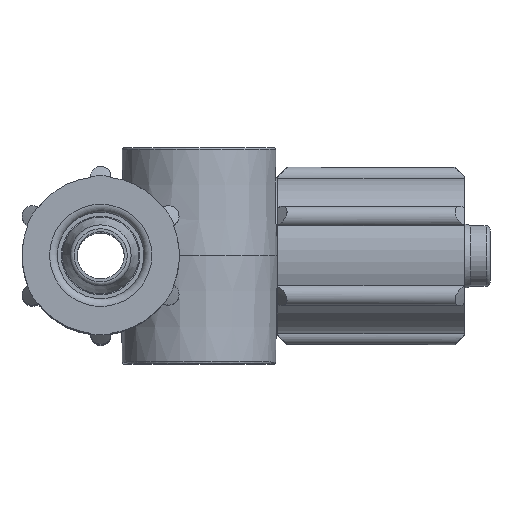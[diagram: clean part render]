
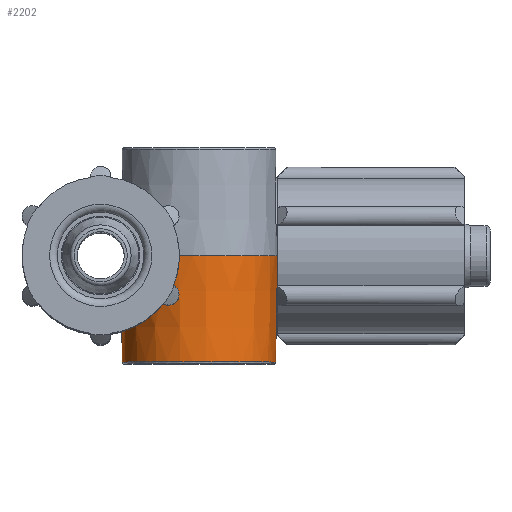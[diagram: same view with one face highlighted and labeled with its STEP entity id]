
A CAD part, top view. The second image highlights one B-rep face of the part: STEP entity #2202.
In plain terms, the highlighted conical face has half-angle 1 degrees and reference radius 4 mm.
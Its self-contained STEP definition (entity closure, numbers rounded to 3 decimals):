
#45=CONICAL_SURFACE('',#2466,4.,0.017);
#254=B_SPLINE_CURVE_WITH_KNOTS('',3,(#3310,#3311,#3312,#3313,#3314,#3315,
#3316),.UNSPECIFIED.,.F.,.F.,(4,1,1,1,4),(0.001,0.003,
0.004,0.006,0.007),
 .UNSPECIFIED.);
#258=B_SPLINE_CURVE_WITH_KNOTS('',3,(#3352,#3353,#3354,#3355,#3356,#3357,
#3358),.UNSPECIFIED.,.F.,.F.,(4,1,1,1,4),(0.,0.,
0.,0.001,0.001),
 .UNSPECIFIED.);
#262=B_SPLINE_CURVE_WITH_KNOTS('',3,(#3379,#3380,#3381,#3382),
 .UNSPECIFIED.,.F.,.F.,(4,4),(0.006,0.007),
 .UNSPECIFIED.);
#266=B_SPLINE_CURVE_WITH_KNOTS('',3,(#3412,#3413,#3414,#3415,#3416,#3417,
#3418),.UNSPECIFIED.,.F.,.F.,(4,1,1,1,4),(0.,0.,
0.001,0.001,0.001),
 .UNSPECIFIED.);
#269=B_SPLINE_CURVE_WITH_KNOTS('',3,(#3432,#3433,#3434,#3435),
 .UNSPECIFIED.,.F.,.F.,(4,4),(0.,0.003),
 .UNSPECIFIED.);
#281=B_SPLINE_CURVE_WITH_KNOTS('',3,(#3532,#3533,#3534,#3535,#3536,#3537,
#3538),.UNSPECIFIED.,.F.,.F.,(4,1,1,1,4),(0.,0.001,
0.003,0.004,0.005),
 .UNSPECIFIED.);
#283=B_SPLINE_CURVE_WITH_KNOTS('',3,(#3566,#3567,#3568,#3569),
 .UNSPECIFIED.,.F.,.F.,(4,4),(0.,0.003),
 .UNSPECIFIED.);
#285=B_SPLINE_CURVE_WITH_KNOTS('',3,(#3581,#3582,#3583,#3584,#3585,#3586,
#3587),.UNSPECIFIED.,.F.,.F.,(4,1,1,1,4),(0.002,0.002,
0.003,0.003,0.003),
 .UNSPECIFIED.);
#287=B_SPLINE_CURVE_WITH_KNOTS('',3,(#3596,#3597,#3598,#3599),
 .UNSPECIFIED.,.F.,.F.,(4,4),(0.005,0.005),
 .UNSPECIFIED.);
#289=B_SPLINE_CURVE_WITH_KNOTS('',3,(#3608,#3609,#3610,#3611,#3612,#3613,
#3614),.UNSPECIFIED.,.F.,.F.,(4,1,1,1,4),(0.001,0.001,
0.002,0.002,0.003),
 .UNSPECIFIED.);
#727=ORIENTED_EDGE('',*,*,#1158,.F.);
#728=ORIENTED_EDGE('',*,*,#979,.F.);
#729=ORIENTED_EDGE('',*,*,#983,.T.);
#730=ORIENTED_EDGE('',*,*,#1156,.T.);
#731=ORIENTED_EDGE('',*,*,#1018,.T.);
#732=ORIENTED_EDGE('',*,*,#1022,.F.);
#733=ORIENTED_EDGE('',*,*,#1024,.T.);
#734=ORIENTED_EDGE('',*,*,#1027,.T.);
#735=ORIENTED_EDGE('',*,*,#1007,.T.);
#736=ORIENTED_EDGE('',*,*,#958,.T.);
#737=ORIENTED_EDGE('',*,*,#967,.T.);
#738=ORIENTED_EDGE('',*,*,#973,.T.);
#958=EDGE_CURVE('',#1262,#1261,#254,.T.);
#967=EDGE_CURVE('',#1261,#1268,#258,.T.);
#973=EDGE_CURVE('',#1268,#1272,#262,.T.);
#979=EDGE_CURVE('',#1276,#1272,#266,.T.);
#983=EDGE_CURVE('',#1276,#1279,#269,.T.);
#1007=EDGE_CURVE('',#1296,#1262,#281,.T.);
#1018=EDGE_CURVE('',#1306,#1304,#283,.T.);
#1022=EDGE_CURVE('',#1308,#1304,#285,.T.);
#1024=EDGE_CURVE('',#1308,#1310,#287,.T.);
#1027=EDGE_CURVE('',#1310,#1296,#289,.T.);
#1156=EDGE_CURVE('',#1279,#1306,#1556,.T.);
#1158=EDGE_CURVE('',#1406,#1406,#1558,.T.);
#1261=VERTEX_POINT('',#3309);
#1262=VERTEX_POINT('',#3317);
#1268=VERTEX_POINT('',#3351);
#1272=VERTEX_POINT('',#3378);
#1276=VERTEX_POINT('',#3411);
#1279=VERTEX_POINT('',#3431);
#1296=VERTEX_POINT('',#3539);
#1304=VERTEX_POINT('',#3564);
#1306=VERTEX_POINT('',#3570);
#1308=VERTEX_POINT('',#3579);
#1310=VERTEX_POINT('',#3600);
#1406=VERTEX_POINT('',#4032);
#1556=CIRCLE('',#2464,4.);
#1558=CIRCLE('',#2467,3.906);
#1769=EDGE_LOOP('',(#727));
#1770=EDGE_LOOP('',(#728,#729,#730,#731,#732,#733,#734,#735,#736,#737,#738));
#1983=FACE_BOUND('',#1769,.T.);
#1984=FACE_BOUND('',#1770,.T.);
#2202=ADVANCED_FACE('',(#1983,#1984),#45,.T.);
#2464=AXIS2_PLACEMENT_3D('',#4027,#3011,#3012);
#2466=AXIS2_PLACEMENT_3D('',#4030,#3015,#3016);
#2467=AXIS2_PLACEMENT_3D('',#4031,#3017,#3018);
#3011=DIRECTION('',(0.,-1.,0.));
#3012=DIRECTION('',(0.,0.,-1.));
#3015=DIRECTION('',(0.,1.,0.));
#3016=DIRECTION('',(0.,0.,1.));
#3017=DIRECTION('',(0.,-1.,0.));
#3018=DIRECTION('',(0.,0.,-1.));
#3309=CARTESIAN_POINT('',(7.5,-1.453,1.91));
#3310=CARTESIAN_POINT('',(2.184,-0.995,2.184));
#3311=CARTESIAN_POINT('',(2.394,-1.433,1.984));
#3312=CARTESIAN_POINT('',(3.136,-2.022,1.384));
#3313=CARTESIAN_POINT('',(4.683,-2.198,0.945));
#3314=CARTESIAN_POINT('',(6.277,-2.135,1.135));
#3315=CARTESIAN_POINT('',(7.176,-1.788,1.655));
#3316=CARTESIAN_POINT('',(7.5,-1.453,1.91));
#3317=CARTESIAN_POINT('',(2.184,-0.995,2.184));
#3351=CARTESIAN_POINT('',(7.9,-1.617,2.286));
#3352=CARTESIAN_POINT('',(7.5,-1.453,1.91));
#3353=CARTESIAN_POINT('',(7.541,-1.41,1.943));
#3354=CARTESIAN_POINT('',(7.624,-1.335,2.01));
#3355=CARTESIAN_POINT('',(7.78,-1.253,2.152));
#3356=CARTESIAN_POINT('',(7.894,-1.41,2.274));
#3357=CARTESIAN_POINT('',(7.9,-1.549,2.284));
#3358=CARTESIAN_POINT('',(7.9,-1.617,2.286));
#3378=CARTESIAN_POINT('',(7.9,-2.628,2.312));
#3379=CARTESIAN_POINT('',(7.9,-1.617,2.286));
#3380=CARTESIAN_POINT('',(7.9,-1.954,2.295));
#3381=CARTESIAN_POINT('',(7.9,-2.291,2.303));
#3382=CARTESIAN_POINT('',(7.9,-2.628,2.312));
#3411=CARTESIAN_POINT('',(8.4,-2.665,2.983));
#3412=CARTESIAN_POINT('',(8.4,-2.665,2.983));
#3413=CARTESIAN_POINT('',(8.365,-2.73,2.925));
#3414=CARTESIAN_POINT('',(8.286,-2.844,2.804));
#3415=CARTESIAN_POINT('',(8.138,-2.969,2.597));
#3416=CARTESIAN_POINT('',(7.94,-2.926,2.36));
#3417=CARTESIAN_POINT('',(7.9,-2.721,2.314));
#3418=CARTESIAN_POINT('',(7.9,-2.628,2.312));
#3431=CARTESIAN_POINT('',(8.873,0.,4.));
#3432=CARTESIAN_POINT('',(8.4,-2.665,2.983));
#3433=CARTESIAN_POINT('',(8.78,-1.976,3.599));
#3434=CARTESIAN_POINT('',(8.855,-0.998,4.));
#3435=CARTESIAN_POINT('',(8.873,0.,4.));
#3532=CARTESIAN_POINT('',(1.517,-1.86,6.9));
#3533=CARTESIAN_POINT('',(1.313,-2.026,6.52));
#3534=CARTESIAN_POINT('',(1.013,-2.177,5.662));
#3535=CARTESIAN_POINT('',(1.025,-2.171,4.264));
#3536=CARTESIAN_POINT('',(1.505,-1.93,2.974));
#3537=CARTESIAN_POINT('',(2.011,-1.374,2.366));
#3538=CARTESIAN_POINT('',(2.184,-0.995,2.184));
#3539=CARTESIAN_POINT('',(1.517,-1.86,6.9));
#3564=CARTESIAN_POINT('',(2.983,-2.665,8.4));
#3566=CARTESIAN_POINT('',(4.,0.,8.873));
#3567=CARTESIAN_POINT('',(4.,-0.998,8.855));
#3568=CARTESIAN_POINT('',(3.599,-1.975,8.78));
#3569=CARTESIAN_POINT('',(2.983,-2.665,8.4));
#3570=CARTESIAN_POINT('',(4.,0.,8.873));
#3579=CARTESIAN_POINT('',(2.312,-2.628,7.9));
#3581=CARTESIAN_POINT('',(2.312,-2.628,7.9));
#3582=CARTESIAN_POINT('',(2.314,-2.72,7.9));
#3583=CARTESIAN_POINT('',(2.359,-2.924,7.939));
#3584=CARTESIAN_POINT('',(2.597,-2.97,8.138));
#3585=CARTESIAN_POINT('',(2.803,-2.845,8.285));
#3586=CARTESIAN_POINT('',(2.925,-2.73,8.365));
#3587=CARTESIAN_POINT('',(2.983,-2.665,8.4));
#3596=CARTESIAN_POINT('',(2.312,-2.628,7.9));
#3597=CARTESIAN_POINT('',(2.311,-2.584,7.9));
#3598=CARTESIAN_POINT('',(2.31,-2.54,7.9));
#3599=CARTESIAN_POINT('',(2.309,-2.496,7.9));
#3600=CARTESIAN_POINT('',(2.309,-2.496,7.9));
#3608=CARTESIAN_POINT('',(2.309,-2.496,7.9));
#3609=CARTESIAN_POINT('',(2.305,-2.349,7.9));
#3610=CARTESIAN_POINT('',(2.26,-2.05,7.868));
#3611=CARTESIAN_POINT('',(2.008,-1.743,7.621));
#3612=CARTESIAN_POINT('',(1.726,-1.731,7.259));
#3613=CARTESIAN_POINT('',(1.582,-1.807,7.021));
#3614=CARTESIAN_POINT('',(1.517,-1.86,6.9));
#4027=CARTESIAN_POINT('',(5.,0.,5.));
#4030=CARTESIAN_POINT('',(5.,0.,5.));
#4031=CARTESIAN_POINT('',(5.,-5.402,5.));
#4032=CARTESIAN_POINT('',(5.,-5.402,1.094));
